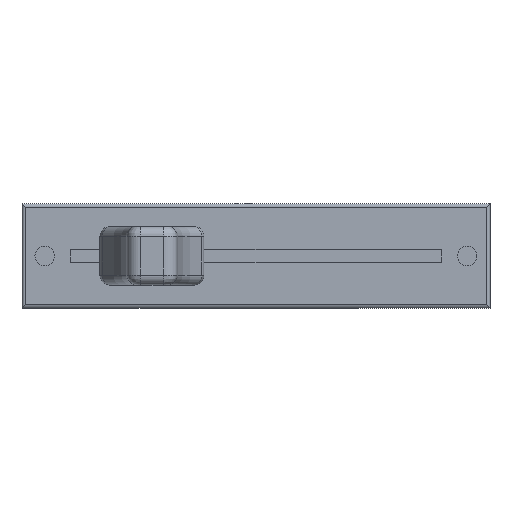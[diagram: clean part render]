
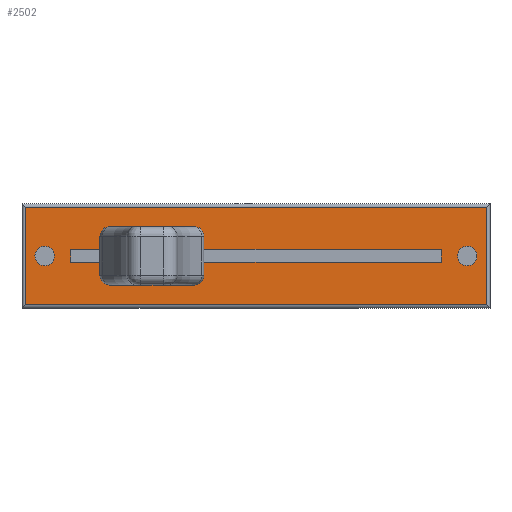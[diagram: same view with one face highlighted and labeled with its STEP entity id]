
A CAD part, top view. The second image highlights one B-rep face of the part: STEP entity #2502.
In plain terms, the highlighted planar face has unit normal (0, 0, 1).
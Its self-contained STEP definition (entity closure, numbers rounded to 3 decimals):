
#28=FACE_BOUND('',#402,.T.);
#29=FACE_BOUND('',#403,.T.);
#30=FACE_BOUND('',#404,.T.);
#91=CIRCLE('',#2738,1.5);
#92=CIRCLE('',#2739,1.5);
#256=FACE_OUTER_BOUND('',#401,.T.);
#401=EDGE_LOOP('',(#2135,#2136,#2137,#2138));
#402=EDGE_LOOP('',(#2139));
#403=EDGE_LOOP('',(#2140));
#404=EDGE_LOOP('',(#2141,#2142,#2143,#2144));
#645=LINE('',#4093,#935);
#647=LINE('',#4101,#937);
#649=LINE('',#4107,#939);
#652=LINE('',#4113,#942);
#666=LINE('',#4147,#956);
#667=LINE('',#4149,#957);
#668=LINE('',#4151,#958);
#669=LINE('',#4152,#959);
#935=VECTOR('',#3293,10.);
#937=VECTOR('',#3301,10.);
#939=VECTOR('',#3307,10.);
#942=VECTOR('',#3314,10.);
#956=VECTOR('',#3338,10.);
#957=VECTOR('',#3339,10.);
#958=VECTOR('',#3340,10.);
#959=VECTOR('',#3341,10.);
#1181=VERTEX_POINT('',#4091);
#1182=VERTEX_POINT('',#4092);
#1185=VERTEX_POINT('',#4100);
#1187=VERTEX_POINT('',#4106);
#1200=VERTEX_POINT('',#4141);
#1201=VERTEX_POINT('',#4143);
#1202=VERTEX_POINT('',#4145);
#1203=VERTEX_POINT('',#4146);
#1204=VERTEX_POINT('',#4148);
#1205=VERTEX_POINT('',#4150);
#1497=EDGE_CURVE('',#1181,#1182,#645,.T.);
#1501=EDGE_CURVE('',#1182,#1185,#647,.T.);
#1504=EDGE_CURVE('',#1185,#1187,#649,.T.);
#1508=EDGE_CURVE('',#1187,#1181,#652,.T.);
#1522=EDGE_CURVE('',#1200,#1200,#91,.T.);
#1523=EDGE_CURVE('',#1201,#1201,#92,.T.);
#1524=EDGE_CURVE('',#1202,#1203,#666,.T.);
#1525=EDGE_CURVE('',#1203,#1204,#667,.T.);
#1526=EDGE_CURVE('',#1204,#1205,#668,.T.);
#1527=EDGE_CURVE('',#1205,#1202,#669,.T.);
#2135=ORIENTED_EDGE('',*,*,#1497,.F.);
#2136=ORIENTED_EDGE('',*,*,#1508,.F.);
#2137=ORIENTED_EDGE('',*,*,#1504,.F.);
#2138=ORIENTED_EDGE('',*,*,#1501,.F.);
#2139=ORIENTED_EDGE('',*,*,#1522,.T.);
#2140=ORIENTED_EDGE('',*,*,#1523,.T.);
#2141=ORIENTED_EDGE('',*,*,#1524,.T.);
#2142=ORIENTED_EDGE('',*,*,#1525,.T.);
#2143=ORIENTED_EDGE('',*,*,#1526,.T.);
#2144=ORIENTED_EDGE('',*,*,#1527,.T.);
#2360=PLANE('',#2737);
#2502=ADVANCED_FACE('',(#256,#28,#29,#30),#2360,.T.);
#2737=AXIS2_PLACEMENT_3D('',#4140,#3332,#3333);
#2738=AXIS2_PLACEMENT_3D('',#4142,#3334,#3335);
#2739=AXIS2_PLACEMENT_3D('',#4144,#3336,#3337);
#3293=DIRECTION('',(0.,-1.,0.));
#3301=DIRECTION('',(-1.,0.,0.));
#3307=DIRECTION('',(0.,1.,0.));
#3314=DIRECTION('',(1.,0.,0.));
#3332=DIRECTION('center_axis',(0.,0.,1.));
#3333=DIRECTION('ref_axis',(1.,0.,0.));
#3334=DIRECTION('center_axis',(0.,0.,-1.));
#3335=DIRECTION('ref_axis',(-1.,0.,0.));
#3336=DIRECTION('center_axis',(0.,0.,-1.));
#3337=DIRECTION('ref_axis',(-1.,0.,0.));
#3338=DIRECTION('',(0.,-1.,0.));
#3339=DIRECTION('',(-1.,0.,0.));
#3340=DIRECTION('',(0.,1.,0.));
#3341=DIRECTION('',(1.,0.,0.));
#4091=CARTESIAN_POINT('',(35.5,7.5,10.2));
#4092=CARTESIAN_POINT('',(35.5,-7.5,10.2));
#4093=CARTESIAN_POINT('',(35.5,-4.,10.2));
#4100=CARTESIAN_POINT('',(-35.5,-7.5,10.2));
#4101=CARTESIAN_POINT('',(-18.,-7.5,10.2));
#4106=CARTESIAN_POINT('',(-35.5,7.5,10.2));
#4107=CARTESIAN_POINT('',(-35.5,4.,10.2));
#4113=CARTESIAN_POINT('',(18.,7.5,10.2));
#4140=CARTESIAN_POINT('Origin',(0.,0.,10.2));
#4141=CARTESIAN_POINT('',(34.,0.,10.2));
#4142=CARTESIAN_POINT('Origin',(32.5,0.,10.2));
#4143=CARTESIAN_POINT('',(-31.,0.,10.2));
#4144=CARTESIAN_POINT('Origin',(-32.5,0.,10.2));
#4145=CARTESIAN_POINT('',(28.5,1.,10.2));
#4146=CARTESIAN_POINT('',(28.5,-1.,10.2));
#4147=CARTESIAN_POINT('',(28.5,0.5,10.2));
#4148=CARTESIAN_POINT('',(-28.5,-1.,10.2));
#4149=CARTESIAN_POINT('',(14.25,-1.,10.2));
#4150=CARTESIAN_POINT('',(-28.5,1.,10.2));
#4151=CARTESIAN_POINT('',(-28.5,-0.5,10.2));
#4152=CARTESIAN_POINT('',(-14.25,1.,10.2));
